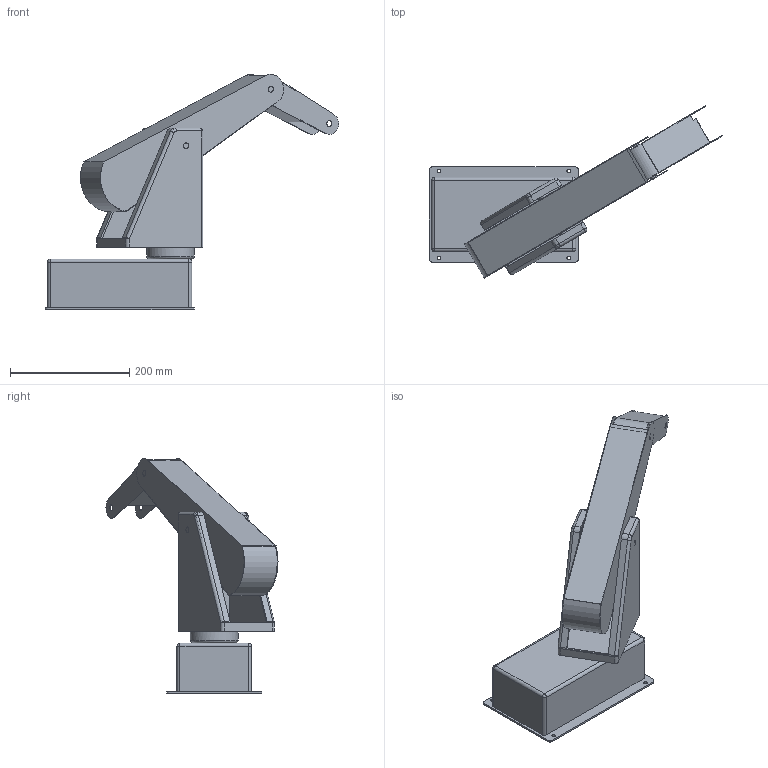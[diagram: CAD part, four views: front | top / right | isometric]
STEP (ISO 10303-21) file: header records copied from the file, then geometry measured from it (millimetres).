
FILE_DESCRIPTION(/* description */ (''),/* implementation_level */ '2;1');
FILE_NAME(/* name */ 'TR5_Modell_V1.step',/* time_stamp */ '2024-10-22T21:03:42+02:00',/* author */ (''),/* organization */ (''),/* preprocessor_version */ 'ST-DEVELOPER v20',/* originating_system */ 'Autodesk Translation Framework v13.20.0.188',/* authorisation */ '');
FILE_SCHEMA (('AUTOMOTIVE_DESIGN { 1 0 10303 214 3 1 1 }'));
Length unit declared in the file: millimetre
Products named in the file (5): TR5_Modell_V1_Gesamt_V1_URDF; TR5_Modell_V1_Turm; TR5_Modell_V1_Oberarm; TR5_Modell_V1_Unterarm; TR5_Modell_V1_Basis
Assembly tree (4 placements, depth 2):
  TR5_Modell_V1_Gesamt_V1_URDF
    TR5_Modell_V1_Turm
    TR5_Modell_V1_Oberarm
    TR5_Modell_V1_Unterarm
    TR5_Modell_V1_Basis
Bounding box: 492.49 x 288.86 x 395.12 mm (x, y, z)
Volume: 3063108.8 mm3; surface area: 567404 mm2
Topology: 4 solids, 4 shells, 127 faces, 298 edges, 188 vertices
Faces by surface type: plane 63, cylinder 52, sphere 8, bspline 3, torus 1
Full cylindrical faces by diameter (mm): 6 x4, 10 x12, 20 x2, 80 x1
Entity records: 4071 total; most frequent: CARTESIAN_POINT 896, DIRECTION 671, ORIENTED_EDGE 596, EDGE_CURVE 298, AXIS2_PLACEMENT_3D 245, VERTEX_POINT 188, LINE 181, VECTOR 181
